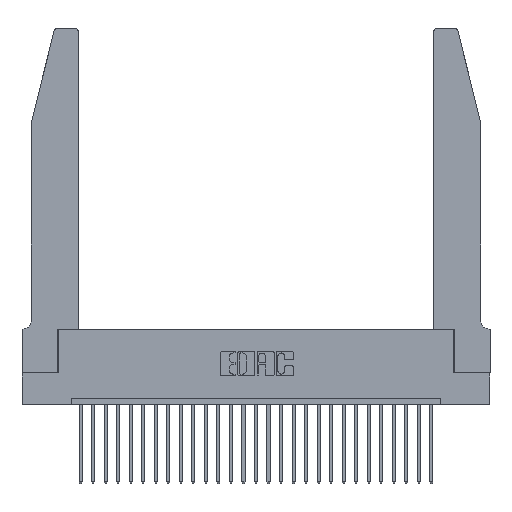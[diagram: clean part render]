
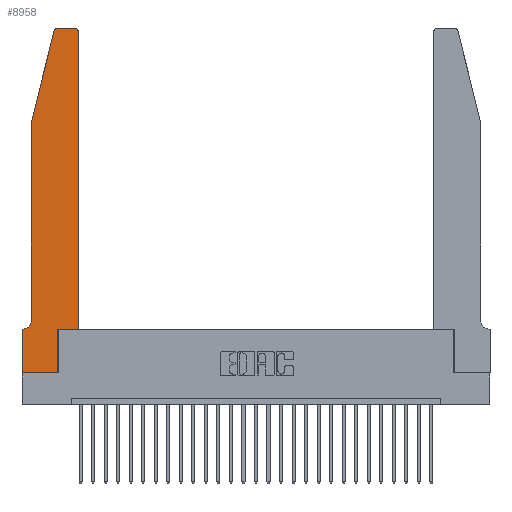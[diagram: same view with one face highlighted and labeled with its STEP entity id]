
A CAD part, top view. The second image highlights one B-rep face of the part: STEP entity #8958.
In plain terms, the highlighted planar face has unit normal (0, 0, 1).
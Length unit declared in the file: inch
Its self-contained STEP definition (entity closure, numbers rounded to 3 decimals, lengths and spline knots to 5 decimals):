
#570 = AXIS2_PLACEMENT_3D ( 'NONE', #11917, #27206, #3581 ) ;
#666 = CARTESIAN_POINT ( 'NONE',  ( 0.4205, 2.75, 0.37 ) ) ;
#694 = LINE ( 'NONE', #4935, #9586 ) ;
#723 = CIRCLE ( 'NONE', #6703, 0.07 ) ;
#1149 = VERTEX_POINT ( 'NONE', #4979 ) ;
#1221 = DIRECTION ( 'NONE',  ( 0., 0., -1. ) ) ;
#1951 = VERTEX_POINT ( 'NONE', #23645 ) ;
#2305 = DIRECTION ( 'NONE',  ( 0., -1., 0. ) ) ;
#2474 = LINE ( 'NONE', #21591, #10688 ) ;
#2679 = EDGE_CURVE ( 'NONE', #6269, #1149, #2474, .T. ) ;
#3223 = CIRCLE ( 'NONE', #3268, 0.03 ) ;
#3268 = AXIS2_PLACEMENT_3D ( 'NONE', #16560, #7650, #25347 ) ;
#3408 = EDGE_LOOP ( 'NONE', ( #27007, #4859, #26792, #14166, #4980, #21731, #27039, #21856, #6019, #8365, #23393, #5299 ) ) ;
#3581 = DIRECTION ( 'NONE',  ( 1., 0., 0. ) ) ;
#3719 = VERTEX_POINT ( 'NONE', #25490 ) ;
#4769 = VECTOR ( 'NONE', #2305, 39.37008 ) ;
#4797 = LINE ( 'NONE', #22244, #5811 ) ;
#4859 = ORIENTED_EDGE ( 'NONE', *, *, #16391, .T. ) ;
#4873 = DIRECTION ( 'NONE',  ( 0., 0., 1. ) ) ;
#4935 = CARTESIAN_POINT ( 'NONE',  ( 0.4505, 0.35, 0.37 ) ) ;
#4979 = CARTESIAN_POINT ( 'NONE',  ( 0.0755, 2., 0.37 ) ) ;
#4980 = ORIENTED_EDGE ( 'NONE', *, *, #24011, .T. ) ;
#5299 = ORIENTED_EDGE ( 'NONE', *, *, #11023, .T. ) ;
#5811 = VECTOR ( 'NONE', #7081, 39.37008 ) ;
#6019 = ORIENTED_EDGE ( 'NONE', *, *, #19110, .T. ) ;
#6101 = EDGE_CURVE ( 'NONE', #18518, #7535, #16907, .T. ) ;
#6269 = VERTEX_POINT ( 'NONE', #19647 ) ;
#6703 = AXIS2_PLACEMENT_3D ( 'NONE', #20325, #1221, #9728 ) ;
#6708 = CARTESIAN_POINT ( 'NONE',  ( 0.0755, 2., 0.37 ) ) ;
#7081 = DIRECTION ( 'NONE',  ( 0., 1., 0. ) ) ;
#7137 = CIRCLE ( 'NONE', #11604, 0.03 ) ;
#7535 = VERTEX_POINT ( 'NONE', #13502 ) ;
#7650 = DIRECTION ( 'NONE',  ( 0., 0., 1. ) ) ;
#7842 = LINE ( 'NONE', #15443, #14946 ) ;
#8236 = DIRECTION ( 'NONE',  ( -1., 0., 0. ) ) ;
#8365 = ORIENTED_EDGE ( 'NONE', *, *, #24182, .T. ) ;
#8384 = DIRECTION ( 'NONE',  ( 1., 0., 0. ) ) ;
#8469 = DIRECTION ( 'NONE',  ( -0.239, -0.971, 0. ) ) ;
#8958 = ADVANCED_FACE ( 'NONE', ( #18445 ), #9701, .T. ) ;
#9116 = VECTOR ( 'NONE', #8236, 39.37008 ) ;
#9272 = LINE ( 'NONE', #11895, #14050 ) ;
#9300 = CARTESIAN_POINT ( 'NONE',  ( 0.0755, 0.42, 0.37 ) ) ;
#9586 = VECTOR ( 'NONE', #10271, 39.37008 ) ;
#9701 = PLANE ( 'NONE',  #570 ) ;
#9728 = DIRECTION ( 'NONE',  ( -1., 0., 0. ) ) ;
#10194 = CARTESIAN_POINT ( 'NONE',  ( 0.2865, 0.35, 0.37 ) ) ;
#10271 = DIRECTION ( 'NONE',  ( 1., 0., 0. ) ) ;
#10278 = VERTEX_POINT ( 'NONE', #9300 ) ;
#10317 = CARTESIAN_POINT ( 'NONE',  ( 0., 0., 0.37 ) ) ;
#10443 = CARTESIAN_POINT ( 'NONE',  ( 0.4505, 2.72, 0.37 ) ) ;
#10688 = VECTOR ( 'NONE', #8469, 39.37008 ) ;
#11023 = EDGE_CURVE ( 'NONE', #14163, #24473, #7137, .T. ) ;
#11604 = AXIS2_PLACEMENT_3D ( 'NONE', #16051, #4873, #20101 ) ;
#11617 = LINE ( 'NONE', #10317, #24318 ) ;
#11895 = CARTESIAN_POINT ( 'NONE',  ( 0.4505, 0.35, 0.37 ) ) ;
#11917 = CARTESIAN_POINT ( 'NONE',  ( 0., 0.35, 0.37 ) ) ;
#13502 = CARTESIAN_POINT ( 'NONE',  ( 0., 0.35, 0.37 ) ) ;
#13579 = LINE ( 'NONE', #6708, #21816 ) ;
#14050 = VECTOR ( 'NONE', #18389, 39.37008 ) ;
#14163 = VERTEX_POINT ( 'NONE', #10443 ) ;
#14166 = ORIENTED_EDGE ( 'NONE', *, *, #28250, .T. ) ;
#14774 = CARTESIAN_POINT ( 'NONE',  ( 0.0755, 0.35, 0.37 ) ) ;
#14946 = VECTOR ( 'NONE', #17150, 39.37008 ) ;
#15443 = CARTESIAN_POINT ( 'NONE',  ( 0.2605, 2.75, 0.37 ) ) ;
#16051 = CARTESIAN_POINT ( 'NONE',  ( 0.4205, 2.72, 0.37 ) ) ;
#16391 = EDGE_CURVE ( 'NONE', #22276, #6269, #3223, .T. ) ;
#16560 = CARTESIAN_POINT ( 'NONE',  ( 0.284, 2.72, 0.37 ) ) ;
#16907 = LINE ( 'NONE', #14774, #9116 ) ;
#16981 = LINE ( 'NONE', #17597, #4769 ) ;
#17150 = DIRECTION ( 'NONE',  ( -1., 0., 0. ) ) ;
#17200 = CARTESIAN_POINT ( 'NONE',  ( 0.284, 2.75, 0.37 ) ) ;
#17585 = VERTEX_POINT ( 'NONE', #10194 ) ;
#17597 = CARTESIAN_POINT ( 'NONE',  ( 0., 0., 0.37 ) ) ;
#18389 = DIRECTION ( 'NONE',  ( 0., 1., 0. ) ) ;
#18445 = FACE_OUTER_BOUND ( 'NONE', #3408, .T. ) ;
#18518 = VERTEX_POINT ( 'NONE', #28313 ) ;
#19049 = CARTESIAN_POINT ( 'NONE',  ( 0.2865, 0., 0.37 ) ) ;
#19110 = EDGE_CURVE ( 'NONE', #22287, #17585, #4797, .T. ) ;
#19539 = EDGE_CURVE ( 'NONE', #7535, #1951, #16981, .T. ) ;
#19647 = CARTESIAN_POINT ( 'NONE',  ( 0.25487, 2.72718, 0.37 ) ) ;
#19943 = DIRECTION ( 'NONE',  ( 0., -1., 0. ) ) ;
#20101 = DIRECTION ( 'NONE',  ( 1., 0., 0. ) ) ;
#20325 = CARTESIAN_POINT ( 'NONE',  ( 0.0055, 0.42, 0.37 ) ) ;
#21591 = CARTESIAN_POINT ( 'NONE',  ( 0.0755, 2., 0.37 ) ) ;
#21731 = ORIENTED_EDGE ( 'NONE', *, *, #6101, .T. ) ;
#21816 = VECTOR ( 'NONE', #19943, 39.37008 ) ;
#21856 = ORIENTED_EDGE ( 'NONE', *, *, #26971, .T. ) ;
#22244 = CARTESIAN_POINT ( 'NONE',  ( 0.2865, 0.35, 0.37 ) ) ;
#22276 = VERTEX_POINT ( 'NONE', #17200 ) ;
#22287 = VERTEX_POINT ( 'NONE', #19049 ) ;
#23393 = ORIENTED_EDGE ( 'NONE', *, *, #26009, .T. ) ;
#23645 = CARTESIAN_POINT ( 'NONE',  ( 0., 0., 0.37 ) ) ;
#24011 = EDGE_CURVE ( 'NONE', #10278, #18518, #723, .T. ) ;
#24182 = EDGE_CURVE ( 'NONE', #17585, #3719, #694, .T. ) ;
#24318 = VECTOR ( 'NONE', #8384, 39.37008 ) ;
#24473 = VERTEX_POINT ( 'NONE', #666 ) ;
#25347 = DIRECTION ( 'NONE',  ( 1., 0., 0. ) ) ;
#25490 = CARTESIAN_POINT ( 'NONE',  ( 0.4505, 0.35, 0.37 ) ) ;
#26009 = EDGE_CURVE ( 'NONE', #3719, #14163, #9272, .T. ) ;
#26792 = ORIENTED_EDGE ( 'NONE', *, *, #2679, .T. ) ;
#26971 = EDGE_CURVE ( 'NONE', #1951, #22287, #11617, .T. ) ;
#27007 = ORIENTED_EDGE ( 'NONE', *, *, #27333, .T. ) ;
#27039 = ORIENTED_EDGE ( 'NONE', *, *, #19539, .T. ) ;
#27206 = DIRECTION ( 'NONE',  ( 0., 0., 1. ) ) ;
#27333 = EDGE_CURVE ( 'NONE', #24473, #22276, #7842, .T. ) ;
#28250 = EDGE_CURVE ( 'NONE', #1149, #10278, #13579, .T. ) ;
#28313 = CARTESIAN_POINT ( 'NONE',  ( 0.0055, 0.35, 0.37 ) ) ;
